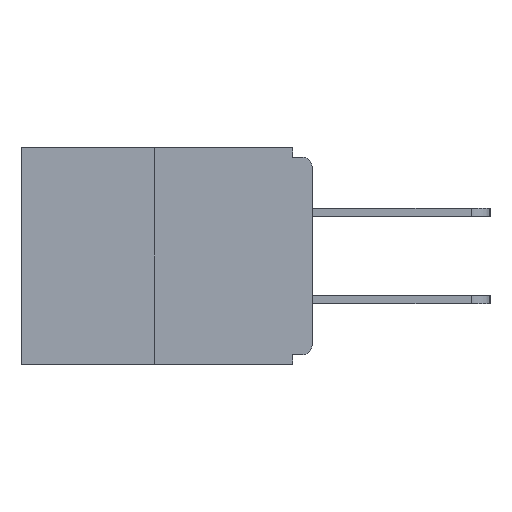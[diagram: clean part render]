
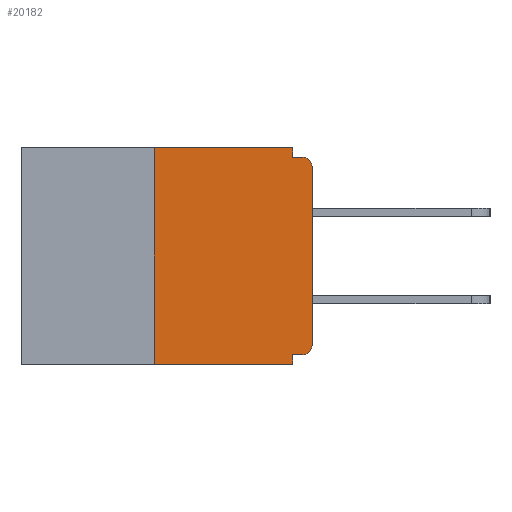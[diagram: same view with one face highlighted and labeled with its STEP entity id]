
A CAD part, left-side view. The second image highlights one B-rep face of the part: STEP entity #20182.
In plain terms, the highlighted planar face has unit normal (-1, 0, 0).
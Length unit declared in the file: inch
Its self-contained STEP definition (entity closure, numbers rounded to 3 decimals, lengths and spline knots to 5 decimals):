
#183 = EDGE_LOOP ( 'NONE', ( #20642, #10222, #20886, #9849, #459, #8627, #25591, #310, #27161, #23382 ) ) ;
#189 = VECTOR ( 'NONE', #15883, 39.37008 ) ;
#310 = ORIENTED_EDGE ( 'NONE', *, *, #25300, .T. ) ;
#382 = VECTOR ( 'NONE', #2540, 39.37008 ) ;
#459 = ORIENTED_EDGE ( 'NONE', *, *, #5655, .F. ) ;
#1511 = LINE ( 'NONE', #10058, #26479 ) ;
#1798 = AXIS2_PLACEMENT_3D ( 'NONE', #15803, #27269, #2921 ) ;
#2308 = VECTOR ( 'NONE', #26187, 39.37008 ) ;
#2493 = CARTESIAN_POINT ( 'NONE',  ( 0., 0.031, -0.015 ) ) ;
#2540 = DIRECTION ( 'NONE',  ( 0., -1., 0. ) ) ;
#2921 = DIRECTION ( 'NONE',  ( 0., 0., -1. ) ) ;
#3421 = DIRECTION ( 'NONE',  ( 0., 0., 1. ) ) ;
#3645 = DIRECTION ( 'NONE',  ( 0., 0., 1. ) ) ;
#3936 = CARTESIAN_POINT ( 'NONE',  ( 0., 0.031, -0.328 ) ) ;
#4085 = EDGE_CURVE ( 'NONE', #17110, #15023, #20650, .T. ) ;
#4404 = CIRCLE ( 'NONE', #13620, 0.015 ) ;
#4457 = EDGE_CURVE ( 'NONE', #13663, #23560, #4404, .T. ) ;
#4460 = EDGE_CURVE ( 'NONE', #23560, #19078, #25353, .T. ) ;
#4578 = DIRECTION ( 'NONE',  ( -1., 0., 0. ) ) ;
#4686 = CARTESIAN_POINT ( 'NONE',  ( 0., 0., -0.03 ) ) ;
#4961 = PLANE ( 'NONE',  #1798 ) ;
#5457 = VERTEX_POINT ( 'NONE', #17514 ) ;
#5655 = EDGE_CURVE ( 'NONE', #13663, #14244, #9651, .T. ) ;
#5859 = LINE ( 'NONE', #14673, #16595 ) ;
#5987 = VERTEX_POINT ( 'NONE', #12700 ) ;
#7375 = LINE ( 'NONE', #18654, #17778 ) ;
#7982 = CARTESIAN_POINT ( 'NONE',  ( 0., 0.015, -0.313 ) ) ;
#8279 = DIRECTION ( 'NONE',  ( 0., 0., -1. ) ) ;
#8540 = EDGE_CURVE ( 'NONE', #5987, #23407, #1511, .T. ) ;
#8627 = ORIENTED_EDGE ( 'NONE', *, *, #4457, .T. ) ;
#9651 = LINE ( 'NONE', #27338, #189 ) ;
#9849 = ORIENTED_EDGE ( 'NONE', *, *, #20957, .F. ) ;
#10058 = CARTESIAN_POINT ( 'NONE',  ( 0., 0.031, 0. ) ) ;
#10202 = CARTESIAN_POINT ( 'NONE',  ( 0., 0.015, -0.328 ) ) ;
#10222 = ORIENTED_EDGE ( 'NONE', *, *, #4085, .F. ) ;
#10306 = EDGE_CURVE ( 'NONE', #15023, #5987, #20047, .T. ) ;
#10430 = EDGE_CURVE ( 'NONE', #23407, #25005, #5859, .T. ) ;
#10563 = LINE ( 'NONE', #19397, #2308 ) ;
#12670 = DIRECTION ( 'NONE',  ( 0., 0., -1. ) ) ;
#12700 = CARTESIAN_POINT ( 'NONE',  ( 0., 0.031, 0. ) ) ;
#13620 = AXIS2_PLACEMENT_3D ( 'NONE', #7982, #25786, #8279 ) ;
#13663 = VERTEX_POINT ( 'NONE', #10202 ) ;
#14244 = VERTEX_POINT ( 'NONE', #3936 ) ;
#14673 = CARTESIAN_POINT ( 'NONE',  ( 0., 0., -0.015 ) ) ;
#15023 = VERTEX_POINT ( 'NONE', #24986 ) ;
#15574 = VECTOR ( 'NONE', #3421, 39.37008 ) ;
#15803 = CARTESIAN_POINT ( 'NONE',  ( 0., 0.46, 0. ) ) ;
#15883 = DIRECTION ( 'NONE',  ( 0., 1., 0. ) ) ;
#16017 = CARTESIAN_POINT ( 'NONE',  ( 0., 0.015, -0.015 ) ) ;
#16595 = VECTOR ( 'NONE', #18456, 39.37008 ) ;
#17110 = VERTEX_POINT ( 'NONE', #18783 ) ;
#17514 = CARTESIAN_POINT ( 'NONE',  ( 0., 0.031, -0.343 ) ) ;
#17757 = DIRECTION ( 'NONE',  ( 0., 0., -1. ) ) ;
#17778 = VECTOR ( 'NONE', #23411, 39.37008 ) ;
#18456 = DIRECTION ( 'NONE',  ( 0., -1., 0. ) ) ;
#18491 = CARTESIAN_POINT ( 'NONE',  ( 0., 0.25, 0. ) ) ;
#18654 = CARTESIAN_POINT ( 'NONE',  ( 0., 0.46, -0.343 ) ) ;
#18783 = CARTESIAN_POINT ( 'NONE',  ( 0., 0.25, -0.343 ) ) ;
#19078 = VERTEX_POINT ( 'NONE', #4686 ) ;
#19397 = CARTESIAN_POINT ( 'NONE',  ( 0., 0.031, -0.343 ) ) ;
#20047 = LINE ( 'NONE', #26720, #382 ) ;
#20182 = ADVANCED_FACE ( 'NONE', ( #22458 ), #4961, .F. ) ;
#20642 = ORIENTED_EDGE ( 'NONE', *, *, #10306, .F. ) ;
#20650 = LINE ( 'NONE', #18491, #15574 ) ;
#20886 = ORIENTED_EDGE ( 'NONE', *, *, #23099, .T. ) ;
#20957 = EDGE_CURVE ( 'NONE', #14244, #5457, #10563, .T. ) ;
#21555 = AXIS2_PLACEMENT_3D ( 'NONE', #26296, #4578, #17757 ) ;
#21839 = CARTESIAN_POINT ( 'NONE',  ( 0., 0., -0.313 ) ) ;
#21965 = VECTOR ( 'NONE', #3645, 39.37008 ) ;
#22458 = FACE_OUTER_BOUND ( 'NONE', #183, .T. ) ;
#23099 = EDGE_CURVE ( 'NONE', #17110, #5457, #7375, .T. ) ;
#23172 = CARTESIAN_POINT ( 'NONE',  ( 0., 0., 0. ) ) ;
#23382 = ORIENTED_EDGE ( 'NONE', *, *, #8540, .F. ) ;
#23407 = VERTEX_POINT ( 'NONE', #2493 ) ;
#23411 = DIRECTION ( 'NONE',  ( 0., -1., 0. ) ) ;
#23560 = VERTEX_POINT ( 'NONE', #21839 ) ;
#24986 = CARTESIAN_POINT ( 'NONE',  ( 0., 0.25, 0. ) ) ;
#25005 = VERTEX_POINT ( 'NONE', #16017 ) ;
#25300 = EDGE_CURVE ( 'NONE', #19078, #25005, #26181, .T. ) ;
#25353 = LINE ( 'NONE', #23172, #21965 ) ;
#25591 = ORIENTED_EDGE ( 'NONE', *, *, #4460, .T. ) ;
#25786 = DIRECTION ( 'NONE',  ( -1., 0., 0. ) ) ;
#26181 = CIRCLE ( 'NONE', #21555, 0.015 ) ;
#26187 = DIRECTION ( 'NONE',  ( 0., 0., -1. ) ) ;
#26296 = CARTESIAN_POINT ( 'NONE',  ( 0., 0.015, -0.03 ) ) ;
#26479 = VECTOR ( 'NONE', #12670, 39.37008 ) ;
#26720 = CARTESIAN_POINT ( 'NONE',  ( 0., 0.46, 0. ) ) ;
#27161 = ORIENTED_EDGE ( 'NONE', *, *, #10430, .F. ) ;
#27269 = DIRECTION ( 'NONE',  ( 1., 0., 0. ) ) ;
#27338 = CARTESIAN_POINT ( 'NONE',  ( 0., 0., -0.328 ) ) ;
